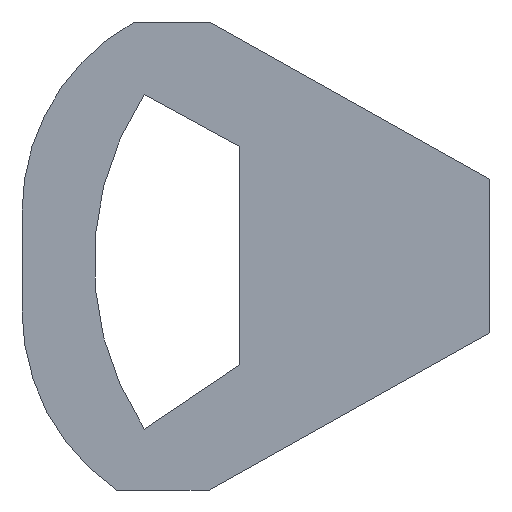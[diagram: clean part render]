
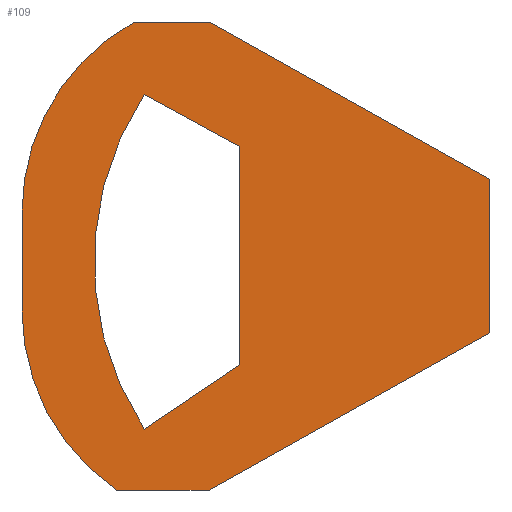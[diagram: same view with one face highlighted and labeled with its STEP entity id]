
A CAD part, front view. The second image highlights one B-rep face of the part: STEP entity #109.
In plain terms, the highlighted planar face has unit normal (0, -1, 0).
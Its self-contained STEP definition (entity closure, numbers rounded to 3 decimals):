
#1=CARTESIAN_POINT('POINT1',(15.342,0.,0.));
#2=VERTEX_POINT('VERTEX1',#1);
#3=CARTESIAN_POINT('POINT2',(30.48,0.,0.));
#4=VERTEX_POINT('VERTEX2',#3);
#5=CARTESIAN_POINT('POS1',(19.05,0.,0.));
#6=DIRECTION('DIR1',(-1.,0.,0.));
#7=VECTOR('VEC1',#6,1.);
#8=LINE('STRAIGHT1',#5,#7);
#9=EDGE_CURVE('EDGE1',#2,#4,#8,.F.);
#10=ORIENTED_EDGE('COEDGE1',*,*,#9,.T.);
#11=CARTESIAN_POINT('POINT3',(76.2,0.,25.569))
   ;
#12=VERTEX_POINT('VERTEX3',#11);
#13=CARTESIAN_POINT('POS2',(30.301,0.,
   -0.1));
#14=DIRECTION('DIR2',(-0.873,0.,
   -0.488));
#15=VECTOR('VEC2',#14,1.);
#16=LINE('STRAIGHT2',#13,#15);
#17=EDGE_CURVE('EDGE2',#12,#4,#16,.T.);
#18=ORIENTED_EDGE('COEDGE2',*,*,#17,.F.);
#19=CARTESIAN_POINT('POINT4',(76.2,0.,50.613))
   ;
#20=VERTEX_POINT('VERTEX4',#19);
#21=CARTESIAN_POINT('POS3',(76.2,0.,19.046));
#22=DIRECTION('DIR3',(0.,0.,-1.));
#23=VECTOR('VEC3',#22,1.);
#24=LINE('STRAIGHT3',#21,#23);
#25=EDGE_CURVE('EDGE3',#20,#12,#24,.T.);
#26=ORIENTED_EDGE('COEDGE3',*,*,#25,.F.);
#27=CARTESIAN_POINT('POINT5',(30.48,0.,76.2));
#28=VERTEX_POINT('VERTEX5',#27);
#29=CARTESIAN_POINT('POS4',(46.542,0.,
   67.211));
#30=DIRECTION('DIR4',(0.873,0.,
   -0.488));
#31=VECTOR('VEC4',#30,1.);
#32=LINE('STRAIGHT4',#29,#31);
#33=EDGE_CURVE('EDGE4',#28,#20,#32,.T.);
#34=ORIENTED_EDGE('COEDGE4',*,*,#33,.F.);
#35=CARTESIAN_POINT('POINT6',(18.263,0.,76.2))
   ;
#36=VERTEX_POINT('VERTEX6',#35);
#37=CARTESIAN_POINT('POS5',(19.05,0.,76.2));
#38=DIRECTION('DIR5',(-1.,0.,0.));
#39=VECTOR('VEC5',#38,1.);
#40=LINE('STRAIGHT5',#37,#39);
#41=EDGE_CURVE('EDGE5',#36,#28,#40,.F.);
#42=ORIENTED_EDGE('COEDGE5',*,*,#41,.F.);
#43=CARTESIAN_POINT('POINT7',(0.,0.,
   45.25));
#44=VERTEX_POINT('VERTEX7',#43);
#45=CARTESIAN_POINT('POS6',(35.357,0.,45.25)
   );
#46=DIRECTION('DIR6',(0.,1.,0.));
#47=DIRECTION('DIR7',(-1.,0.,0.));
#48=AXIS2_PLACEMENT_3D('AXIS1',#45,#46,#47);
#49=CIRCLE('ELLIPSE1',#48,35.357);
#50=EDGE_CURVE('EDGE6',#44,#36,#49,.T.);
#51=ORIENTED_EDGE('COEDGE6',*,*,#50,.F.);
#52=CARTESIAN_POINT('POINT8',(0.,0.,
   29.146));
#53=VERTEX_POINT('VERTEX8',#52);
#54=CARTESIAN_POINT('POS7',(0.,0.,18.599));
#55=DIRECTION('DIR8',(0.,0.,1.));
#56=VECTOR('VEC6',#55,1.);
#57=LINE('STRAIGHT6',#54,#56);
#58=EDGE_CURVE('EDGE7',#53,#44,#57,.T.);
#59=ORIENTED_EDGE('COEDGE7',*,*,#58,.F.);
#60=CARTESIAN_POINT('POS8',(35.357,0.,
   29.146));
#61=DIRECTION('DIR9',(0.,1.,0.));
#62=DIRECTION('DIR10',(-0.566,0.,
   -0.824));
#63=AXIS2_PLACEMENT_3D('AXIS2',#60,#61,#62);
#64=CIRCLE('ELLIPSE2',#63,35.357);
#65=EDGE_CURVE('EDGE8',#2,#53,#64,.T.);
#66=ORIENTED_EDGE('COEDGE8',*,*,#65,.F.);
#67=EDGE_LOOP('NONE',(#10,#18,#26,#34,#42,#51,#59,#66));
#68=FACE_BOUND('LOOP1',#67,.T.);
#69=CARTESIAN_POINT('POINT9',(19.921,0.,
   9.921));
#70=VERTEX_POINT('VERTEX9',#69);
#71=CARTESIAN_POINT('POINT10',(35.484,0.,20.371));
#72=VERTEX_POINT('VERTEX10',#71);
#73=CARTESIAN_POINT('POS9',(14.651,0.,
   6.383));
#74=DIRECTION('DIR11',(-0.83,0.,
   -0.557));
#75=VECTOR('VEC7',#74,1.);
#76=LINE('STRAIGHT7',#73,#75);
#77=EDGE_CURVE('EDGE9',#70,#72,#76,.F.);
#78=ORIENTED_EDGE('COEDGE9',*,*,#77,.F.);
#79=CARTESIAN_POINT('POINT11',(19.921,0.,
   64.38));
#80=VERTEX_POINT('VERTEX11',#79);
#81=CARTESIAN_POINT('POS10',(61.112,0.,37.151)
   );
#82=DIRECTION('DIR12',(0.,-1.,0.));
#83=DIRECTION('DIR13',(-0.834,0.,
   -0.551));
#84=AXIS2_PLACEMENT_3D('AXIS3',#81,#82,#83);
#85=CIRCLE('ELLIPSE3',#84,49.378);
#86=EDGE_CURVE('EDGE10',#70,#80,#85,.F.);
#87=ORIENTED_EDGE('COEDGE10',*,*,#86,.T.);
#88=CARTESIAN_POINT('POINT12',(35.484,0.,55.931));
#89=VERTEX_POINT('VERTEX12',#88);
#90=CARTESIAN_POINT('POS11',(29.617,0.,
   59.116));
#91=DIRECTION('DIR14',(0.879,0.,
   -0.477));
#92=VECTOR('VEC8',#91,1.);
#93=LINE('STRAIGHT8',#90,#92);
#94=EDGE_CURVE('EDGE11',#89,#80,#93,.F.);
#95=ORIENTED_EDGE('COEDGE11',*,*,#94,.F.);
#96=CARTESIAN_POINT('POS12',(35.484,0.,19.075));
#97=DIRECTION('DIR15',(0.,0.,-1.));
#98=VECTOR('VEC9',#97,1.);
#99=LINE('STRAIGHT9',#96,#98);
#100=EDGE_CURVE('EDGE12',#72,#89,#99,.F.);
#101=ORIENTED_EDGE('COEDGE12',*,*,#100,.F.);
#102=EDGE_LOOP('NONE',(#78,#87,#95,#101));
#103=FACE_BOUND('LOOP1',#102,.T.);
#104=CARTESIAN_POINT('POS13',(0.,0.,0.));
#105=DIRECTION('DIR16',(0.,-1.,0.));
#106=DIRECTION('DIR17',(1.,0.,0.));
#107=AXIS2_PLACEMENT_3D('AXIS4',#104,#105,#106);
#108=PLANE('PLANE1',#107);
#109=ADVANCED_FACE('FACE1',(#68,#103),#108,.T.);
